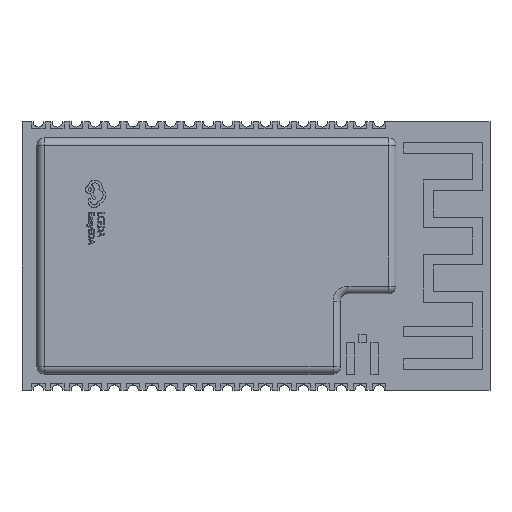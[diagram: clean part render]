
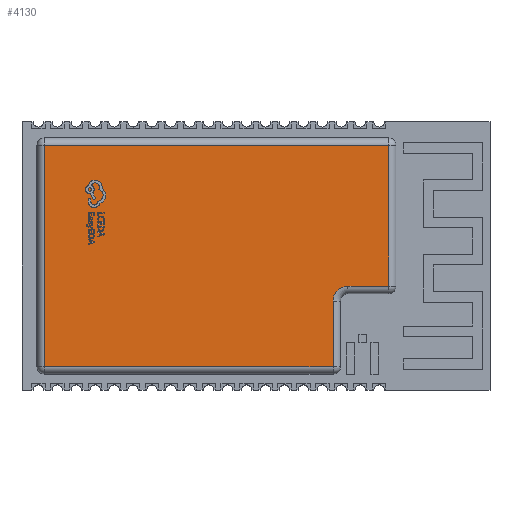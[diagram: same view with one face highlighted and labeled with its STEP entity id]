
A CAD part, top view. The second image highlights one B-rep face of the part: STEP entity #4130.
In plain terms, the highlighted planar face has unit normal (0, 0, 1).
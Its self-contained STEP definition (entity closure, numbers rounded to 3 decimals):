
#455 = CARTESIAN_POINT ( 'NONE',  ( 8.89, 7.42, 3.3 ) ) ;
#941 = VECTOR ( 'NONE', #13835, 1000. ) ;
#1567 = EDGE_CURVE ( 'NONE', #14540, #19075, #22453, .T. ) ;
#2032 = CARTESIAN_POINT ( 'NONE',  ( -14.7, 7.42, 3.3 ) ) ;
#2459 = DIRECTION ( 'NONE',  ( 0., 1., 0. ) ) ;
#2908 = EDGE_LOOP ( 'NONE', ( #13672, #18001, #20823, #19729, #10096, #9983, #21218 ) ) ;
#3598 = PLANE ( 'NONE',  #20921 ) ;
#3639 = VECTOR ( 'NONE', #18506, 1000. ) ;
#4103 = AXIS2_PLACEMENT_3D ( 'NONE', #21647, #6510, #4658 ) ;
#4130 = ADVANCED_FACE ( 'NONE', ( #12899 ), #3598, .T. ) ;
#4600 = LINE ( 'NONE', #14031, #19113 ) ;
#4658 = DIRECTION ( 'NONE',  ( 1., 0., 0. ) ) ;
#5195 = EDGE_CURVE ( 'NONE', #5725, #20655, #23547, .T. ) ;
#5436 = DIRECTION ( 'NONE',  ( 0., 0., 1. ) ) ;
#5725 = VERTEX_POINT ( 'NONE', #16393 ) ;
#6414 = CARTESIAN_POINT ( 'NONE',  ( 8.89, 7.92, 3.3 ) ) ;
#6510 = DIRECTION ( 'NONE',  ( 0., 0., 1. ) ) ;
#7040 = CARTESIAN_POINT ( 'NONE',  ( 5.17, -3.03, 3.3 ) ) ;
#9521 = DIRECTION ( 'NONE',  ( 1., 0., 0. ) ) ;
#9652 = EDGE_CURVE ( 'NONE', #16954, #18842, #17376, .T. ) ;
#9983 = ORIENTED_EDGE ( 'NONE', *, *, #18320, .T. ) ;
#10096 = ORIENTED_EDGE ( 'NONE', *, *, #5195, .T. ) ;
#10160 = CARTESIAN_POINT ( 'NONE',  ( -14.2, 7.42, 3.3 ) ) ;
#10446 = DIRECTION ( 'NONE',  ( 1., 0., 0. ) ) ;
#11968 = CARTESIAN_POINT ( 'NONE',  ( 5.67, -7.42, 3.3 ) ) ;
#12807 = LINE ( 'NONE', #14438, #13808 ) ;
#12899 = FACE_OUTER_BOUND ( 'NONE', #2908, .T. ) ;
#12968 = LINE ( 'NONE', #20617, #3639 ) ;
#13628 = LINE ( 'NONE', #6414, #17511 ) ;
#13672 = ORIENTED_EDGE ( 'NONE', *, *, #19630, .T. ) ;
#13808 = VECTOR ( 'NONE', #10446, 1000. ) ;
#13835 = DIRECTION ( 'NONE',  ( 1., 0., 0. ) ) ;
#14031 = CARTESIAN_POINT ( 'NONE',  ( -14.2, -7.92, 3.3 ) ) ;
#14438 = CARTESIAN_POINT ( 'NONE',  ( 9.39, -2.03, 3.3 ) ) ;
#14540 = VERTEX_POINT ( 'NONE', #16483 ) ;
#14898 = CARTESIAN_POINT ( 'NONE',  ( 0., 0., 3.3 ) ) ;
#16393 = CARTESIAN_POINT ( 'NONE',  ( -14.2, -7.42, 3.3 ) ) ;
#16483 = CARTESIAN_POINT ( 'NONE',  ( 6.17, -2.03, 3.3 ) ) ;
#16707 = VECTOR ( 'NONE', #23041, 1000. ) ;
#16954 = VERTEX_POINT ( 'NONE', #455 ) ;
#17376 = LINE ( 'NONE', #2032, #16707 ) ;
#17511 = VECTOR ( 'NONE', #2459, 1000. ) ;
#17815 = CARTESIAN_POINT ( 'NONE',  ( 5.17, -7.42, 3.3 ) ) ;
#18001 = ORIENTED_EDGE ( 'NONE', *, *, #20878, .T. ) ;
#18320 = EDGE_CURVE ( 'NONE', #20655, #19075, #12968, .T. ) ;
#18506 = DIRECTION ( 'NONE',  ( 0., 1., 0. ) ) ;
#18842 = VERTEX_POINT ( 'NONE', #10160 ) ;
#19075 = VERTEX_POINT ( 'NONE', #7040 ) ;
#19113 = VECTOR ( 'NONE', #23359, 1000. ) ;
#19630 = EDGE_CURVE ( 'NONE', #14540, #24681, #12807, .T. ) ;
#19729 = ORIENTED_EDGE ( 'NONE', *, *, #20680, .T. ) ;
#20617 = CARTESIAN_POINT ( 'NONE',  ( 5.17, -2.53, 3.3 ) ) ;
#20655 = VERTEX_POINT ( 'NONE', #17815 ) ;
#20680 = EDGE_CURVE ( 'NONE', #18842, #5725, #4600, .T. ) ;
#20823 = ORIENTED_EDGE ( 'NONE', *, *, #9652, .T. ) ;
#20878 = EDGE_CURVE ( 'NONE', #24681, #16954, #13628, .T. ) ;
#20921 = AXIS2_PLACEMENT_3D ( 'NONE', #14898, #5436, #9521 ) ;
#21218 = ORIENTED_EDGE ( 'NONE', *, *, #1567, .F. ) ;
#21647 = CARTESIAN_POINT ( 'NONE',  ( 6.17, -3.03, 3.3 ) ) ;
#22453 = CIRCLE ( 'NONE', #4103, 1. ) ;
#23041 = DIRECTION ( 'NONE',  ( -1., 0., 0. ) ) ;
#23359 = DIRECTION ( 'NONE',  ( 0., -1., 0. ) ) ;
#23547 = LINE ( 'NONE', #11968, #941 ) ;
#23910 = CARTESIAN_POINT ( 'NONE',  ( 8.89, -2.03, 3.3 ) ) ;
#24681 = VERTEX_POINT ( 'NONE', #23910 ) ;
